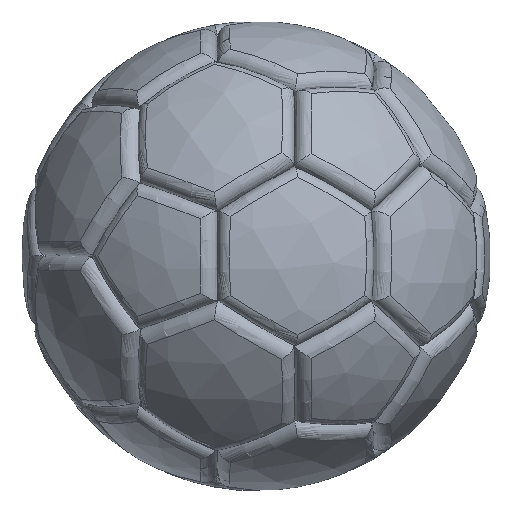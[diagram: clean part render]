
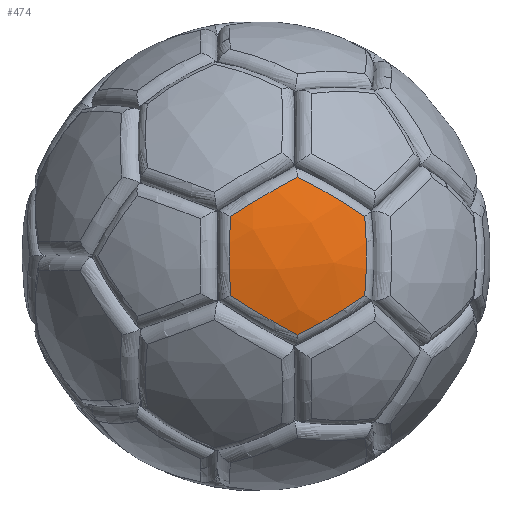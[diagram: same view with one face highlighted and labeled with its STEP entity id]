
A CAD part, left-side view. The second image highlights one B-rep face of the part: STEP entity #474.
In plain terms, the highlighted spherical face has radius 50 mm.
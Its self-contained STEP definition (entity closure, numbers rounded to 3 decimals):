
#182=SPHERICAL_SURFACE('',#514,50.);
#226=FACE_OUTER_BOUND('',#250,.T.);
#250=EDGE_LOOP('',(#399,#400,#401,#402,#403,#404));
#276=CIRCLE('',#494,49.898);
#278=CIRCLE('',#497,49.898);
#281=CIRCLE('',#501,49.898);
#283=CIRCLE('',#504,49.898);
#285=CIRCLE('',#507,49.898);
#287=CIRCLE('',#510,49.898);
#298=VERTEX_POINT('',#751);
#299=VERTEX_POINT('',#752);
#302=VERTEX_POINT('',#786);
#305=VERTEX_POINT('',#807);
#307=VERTEX_POINT('',#826);
#309=VERTEX_POINT('',#845);
#322=EDGE_CURVE('',#298,#299,#276,.T.);
#326=EDGE_CURVE('',#299,#302,#278,.T.);
#330=EDGE_CURVE('',#302,#305,#281,.T.);
#333=EDGE_CURVE('',#305,#307,#283,.T.);
#336=EDGE_CURVE('',#307,#309,#285,.T.);
#339=EDGE_CURVE('',#309,#298,#287,.T.);
#399=ORIENTED_EDGE('',*,*,#322,.F.);
#400=ORIENTED_EDGE('',*,*,#339,.F.);
#401=ORIENTED_EDGE('',*,*,#336,.F.);
#402=ORIENTED_EDGE('',*,*,#333,.F.);
#403=ORIENTED_EDGE('',*,*,#330,.F.);
#404=ORIENTED_EDGE('',*,*,#326,.F.);
#474=ADVANCED_FACE('',(#226),#182,.T.);
#494=AXIS2_PLACEMENT_3D('',#753,#579,#580);
#497=AXIS2_PLACEMENT_3D('',#787,#585,#586);
#501=AXIS2_PLACEMENT_3D('',#808,#593,#594);
#504=AXIS2_PLACEMENT_3D('',#827,#599,#600);
#507=AXIS2_PLACEMENT_3D('',#846,#605,#606);
#510=AXIS2_PLACEMENT_3D('',#863,#611,#612);
#514=AXIS2_PLACEMENT_3D('',#872,#623,#624);
#579=DIRECTION('center_axis',(-0.155,0.567,0.809));
#580=DIRECTION('ref_axis',(-0.709,-0.634,0.309));
#585=DIRECTION('center_axis',(0.588,0.,0.809));
#586=DIRECTION('ref_axis',(-0.425,-0.851,0.309));
#593=DIRECTION('center_axis',(0.959,-0.284,0.));
#594=DIRECTION('ref_axis',(-0.284,-0.959,0.));
#599=DIRECTION('center_axis',(0.588,0.,-0.809));
#600=DIRECTION('ref_axis',(-0.425,-0.851,-0.309));
#605=DIRECTION('center_axis',(-0.155,0.567,-0.809));
#606=DIRECTION('ref_axis',(-0.709,-0.634,-0.309));
#611=DIRECTION('center_axis',(-0.526,0.851,0.));
#612=DIRECTION('ref_axis',(-0.851,-0.526,0.));
#623=DIRECTION('center_axis',(0.,0.,1.));
#624=DIRECTION('ref_axis',(1.,0.,0.));
#751=CARTESIAN_POINT('',(-40.161,64.525,8.411));
#752=CARTESIAN_POINT('',(-28.584,55.681,16.822));
#753=CARTESIAN_POINT('Origin',(0.493,91.288,-2.582));
#786=CARTESIAN_POINT('',(-17.007,46.837,8.411));
#787=CARTESIAN_POINT('Origin',(-1.876,93.098,-2.582));
#807=CARTESIAN_POINT('',(-17.007,46.837,-8.411));
#808=CARTESIAN_POINT('Origin',(-3.061,94.002,0.));
#826=CARTESIAN_POINT('',(-28.584,55.681,-16.822));
#827=CARTESIAN_POINT('Origin',(-1.876,93.098,2.582));
#845=CARTESIAN_POINT('',(-40.161,64.525,-8.411));
#846=CARTESIAN_POINT('Origin',(0.493,91.288,2.582));
#863=CARTESIAN_POINT('Origin',(1.678,90.383,0.));
#872=CARTESIAN_POINT('Origin',(0.,93.098,0.));
